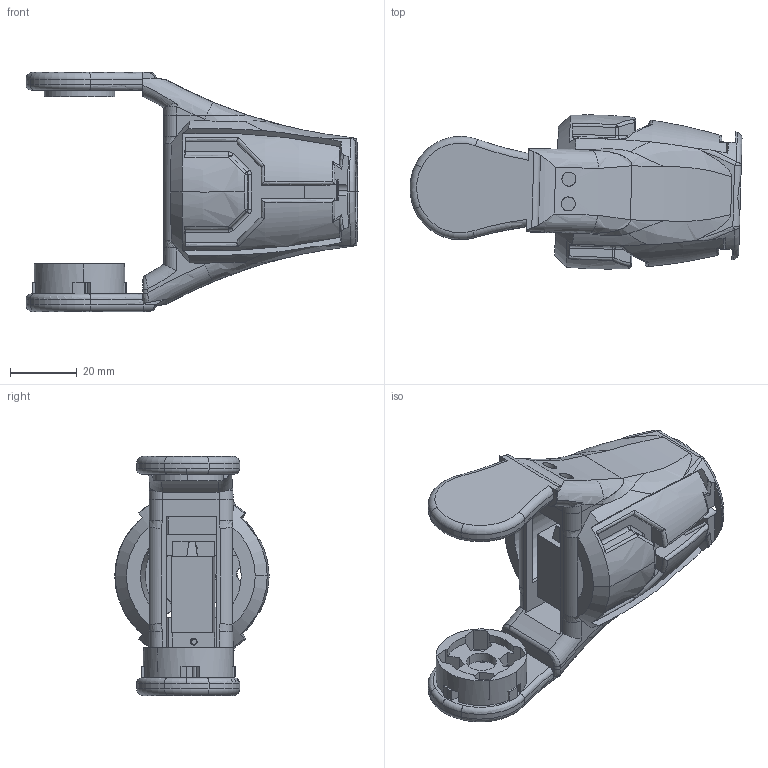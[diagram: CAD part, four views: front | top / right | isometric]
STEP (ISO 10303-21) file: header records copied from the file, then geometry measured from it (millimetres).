
FILE_DESCRIPTION (( 'STEP AP203' ), '1' );
FILE_NAME ('L4_Default_sldprt.STEP', '2025-06-23T10:39:47', ( '' ), ( '' ), 'SwSTEP 2.0', 'SolidWorks 2025', '' );
FILE_SCHEMA (( 'CONFIG_CONTROL_DESIGN' ));
Length unit declared in the file: millimetre
Products named in the file (1): L4_Default_sldprt
Bounding box: 99.28 x 46.11 x 71.5 mm (x, y, z)
Volume: 70156.4 mm3; surface area: 33887.1 mm2
Topology: 6 solids, 6 shells, 538 faces, 1480 edges, 954 vertices
Faces by surface type: plane 205, cylinder 188, torus 67, bspline 58, sphere 13, cone 7
Entity records: 21903 total; most frequent: CARTESIAN_POINT 8345, ORIENTED_EDGE 2960, DIRECTION 2692, EDGE_CURVE 1480, AXIS2_PLACEMENT_3D 1031, VERTEX_POINT 954, VECTOR 630, LINE 630
